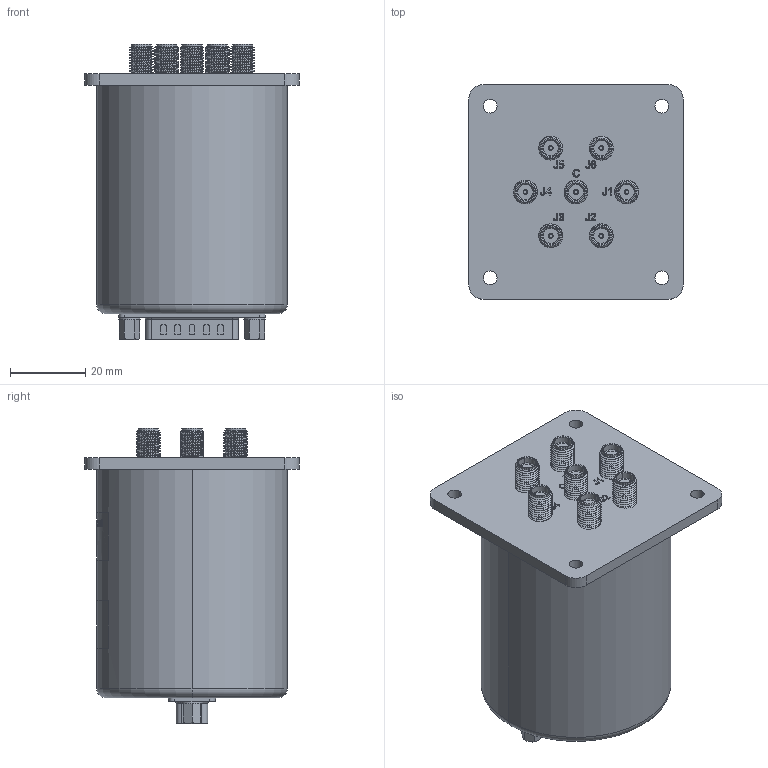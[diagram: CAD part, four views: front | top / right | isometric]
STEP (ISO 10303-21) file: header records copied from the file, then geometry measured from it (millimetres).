
FILE_DESCRIPTION (( 'STEP AP203' ), '1' );
FILE_NAME ('FMSW6427.step', '2020-10-23T20:59:18', ( '' ), ( '' ), 'SwSTEP 2.0', 'SolidWorks 2018', '' );
FILE_SCHEMA (( 'CONFIG_CONTROL_DESIGN' ));
Length unit declared in the file: inch
Products named in the file (1): FMSW6427
Bounding box: 57.15 x 57.15 x 78.79 mm (x, y, z)
Volume: 135306.6 mm3; surface area: 20245.2 mm2
Topology: 3 solids, 3 shells, 1040 faces, 2709 edges, 1756 vertices
Faces by surface type: plane 363, cylinder 334, bspline 239, cone 67, sphere 30, torus 7
Entity records: 50304 total; most frequent: CARTESIAN_POINT 27614, ORIENTED_EDGE 5328, DIRECTION 3753, EDGE_CURVE 2664, VERTEX_POINT 1741, AXIS2_PLACEMENT_3D 1325, EDGE_LOOP 1159, VECTOR 1103
